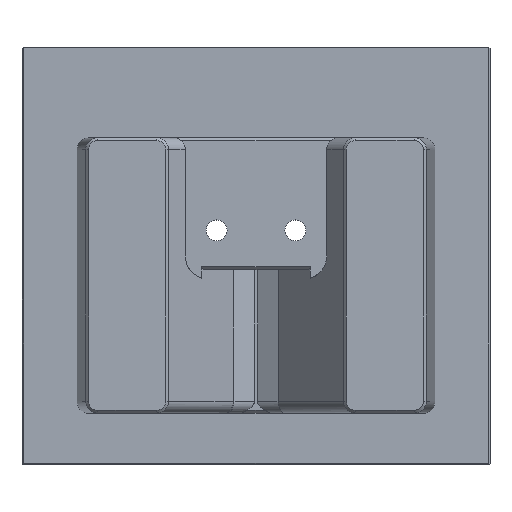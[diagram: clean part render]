
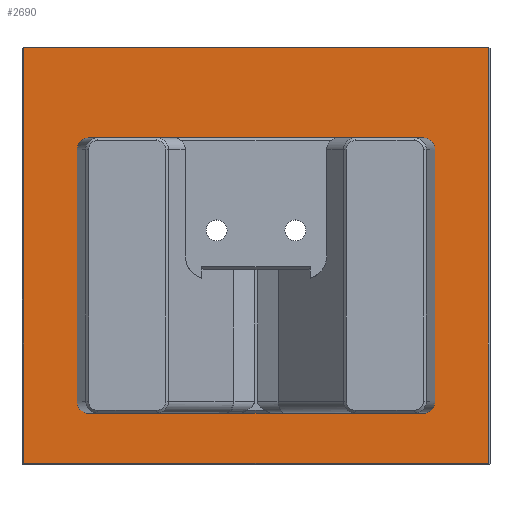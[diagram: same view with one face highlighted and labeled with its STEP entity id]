
A CAD part, top view. The second image highlights one B-rep face of the part: STEP entity #2690.
In plain terms, the highlighted planar face has unit normal (0, 0, 1).
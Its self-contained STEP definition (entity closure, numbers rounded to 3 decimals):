
#47=ELLIPSE('',#2842,3.007,3.);
#48=ELLIPSE('',#2845,3.007,3.);
#55=ELLIPSE('',#2879,3.007,3.);
#60=ELLIPSE('',#2896,3.007,3.);
#71=FACE_BOUND('',#457,.T.);
#117=PLANE('',#2903);
#290=FACE_OUTER_BOUND('',#456,.T.);
#456=EDGE_LOOP('',(#2240,#2241,#2242,#2243));
#457=EDGE_LOOP('',(#2244,#2245,#2246,#2247,#2248,#2249,#2250,#2251));
#663=LINE('',#4090,#964);
#677=LINE('',#4127,#978);
#703=LINE('',#4300,#1004);
#739=LINE('',#4396,#1040);
#745=LINE('',#4412,#1046);
#750=LINE('',#4422,#1051);
#751=LINE('',#4424,#1052);
#752=LINE('',#4425,#1053);
#964=VECTOR('',#3203,10.);
#978=VECTOR('',#3227,10.);
#1004=VECTOR('',#3293,10.);
#1040=VECTOR('',#3397,10.);
#1046=VECTOR('',#3413,10.);
#1051=VECTOR('',#3420,10.);
#1052=VECTOR('',#3421,10.);
#1053=VECTOR('',#3422,10.);
#1281=VERTEX_POINT('',#4087);
#1282=VERTEX_POINT('',#4089);
#1295=VERTEX_POINT('',#4121);
#1296=VERTEX_POINT('',#4125);
#1297=VERTEX_POINT('',#4129);
#1319=VERTEX_POINT('',#4298);
#1338=VERTEX_POINT('',#4355);
#1345=VERTEX_POINT('',#4392);
#1349=VERTEX_POINT('',#4409);
#1350=VERTEX_POINT('',#4411);
#1354=VERTEX_POINT('',#4421);
#1355=VERTEX_POINT('',#4423);
#1550=EDGE_CURVE('',#1282,#1281,#663,.T.);
#1566=EDGE_CURVE('',#1295,#1281,#47,.F.);
#1568=EDGE_CURVE('',#1295,#1296,#677,.T.);
#1570=EDGE_CURVE('',#1297,#1296,#48,.F.);
#1608=EDGE_CURVE('',#1297,#1319,#703,.T.);
#1638=EDGE_CURVE('',#1338,#1319,#55,.F.);
#1656=EDGE_CURVE('',#1282,#1345,#60,.F.);
#1658=EDGE_CURVE('',#1338,#1345,#739,.T.);
#1665=EDGE_CURVE('',#1349,#1350,#745,.T.);
#1670=EDGE_CURVE('',#1354,#1349,#750,.T.);
#1671=EDGE_CURVE('',#1355,#1354,#751,.T.);
#1672=EDGE_CURVE('',#1355,#1350,#752,.T.);
#2240=ORIENTED_EDGE('',*,*,#1665,.F.);
#2241=ORIENTED_EDGE('',*,*,#1670,.F.);
#2242=ORIENTED_EDGE('',*,*,#1671,.F.);
#2243=ORIENTED_EDGE('',*,*,#1672,.T.);
#2244=ORIENTED_EDGE('',*,*,#1550,.T.);
#2245=ORIENTED_EDGE('',*,*,#1566,.F.);
#2246=ORIENTED_EDGE('',*,*,#1568,.T.);
#2247=ORIENTED_EDGE('',*,*,#1570,.F.);
#2248=ORIENTED_EDGE('',*,*,#1608,.T.);
#2249=ORIENTED_EDGE('',*,*,#1638,.F.);
#2250=ORIENTED_EDGE('',*,*,#1658,.T.);
#2251=ORIENTED_EDGE('',*,*,#1656,.F.);
#2690=ADVANCED_FACE('',(#290,#71),#117,.T.);
#2842=AXIS2_PLACEMENT_3D('',#4123,#3222,#3223);
#2845=AXIS2_PLACEMENT_3D('',#4131,#3231,#3232);
#2879=AXIS2_PLACEMENT_3D('',#4357,#3346,#3347);
#2896=AXIS2_PLACEMENT_3D('',#4393,#3392,#3393);
#2903=AXIS2_PLACEMENT_3D('',#4420,#3418,#3419);
#3203=DIRECTION('',(-1.,0.,0.));
#3222=DIRECTION('center_axis',(0.,0.,
-1.));
#3223=DIRECTION('ref_axis',(-1.,0.,0.));
#3227=DIRECTION('',(0.,1.,0.));
#3231=DIRECTION('center_axis',(0.,0.,
-1.));
#3232=DIRECTION('ref_axis',(-1.,0.,0.));
#3293=DIRECTION('',(1.,0.,0.));
#3346=DIRECTION('center_axis',(0.,0.,
-1.));
#3347=DIRECTION('ref_axis',(1.,0.,0.));
#3392=DIRECTION('center_axis',(0.,0.,
-1.));
#3393=DIRECTION('ref_axis',(1.,0.,0.));
#3397=DIRECTION('',(0.,-1.,0.));
#3413=DIRECTION('',(0.,1.,0.));
#3418=DIRECTION('center_axis',(0.,0.,
1.));
#3419=DIRECTION('ref_axis',(-1.,0.,0.));
#3420=DIRECTION('',(-1.,0.,0.));
#3421=DIRECTION('',(0.,-1.,0.));
#3422=DIRECTION('',(-1.,0.,0.));
#4087=CARTESIAN_POINT('',(17.007,13.,17.));
#4089=CARTESIAN_POINT('',(101.993,13.,17.));
#4090=CARTESIAN_POINT('',(36.75,13.,17.));
#4121=CARTESIAN_POINT('',(14.,16.,17.));
#4123=CARTESIAN_POINT('Origin',(17.007,16.,17.));
#4125=CARTESIAN_POINT('',(14.,80.,17.));
#4127=CARTESIAN_POINT('',(14.,68.,17.));
#4129=CARTESIAN_POINT('',(17.007,83.,17.));
#4131=CARTESIAN_POINT('Origin',(17.007,80.,17.));
#4298=CARTESIAN_POINT('',(101.993,83.,17.));
#4300=CARTESIAN_POINT('',(82.25,83.,17.));
#4355=CARTESIAN_POINT('',(105.,80.,17.));
#4357=CARTESIAN_POINT('Origin',(101.993,80.,17.));
#4392=CARTESIAN_POINT('',(105.,16.,17.));
#4393=CARTESIAN_POINT('Origin',(101.993,16.,17.));
#4396=CARTESIAN_POINT('',(105.,33.,17.));
#4409=CARTESIAN_POINT('',(0.5,0.3,17.));
#4411=CARTESIAN_POINT('',(0.5,106.,17.));
#4412=CARTESIAN_POINT('',(0.5,79.5,17.));
#4420=CARTESIAN_POINT('Origin',(59.5,53.,17.));
#4421=CARTESIAN_POINT('',(118.5,0.3,17.));
#4422=CARTESIAN_POINT('',(27.75,0.3,17.));
#4423=CARTESIAN_POINT('',(118.5,106.,17.));
#4424=CARTESIAN_POINT('',(118.5,26.5,17.));
#4425=CARTESIAN_POINT('',(123.,106.,17.));
